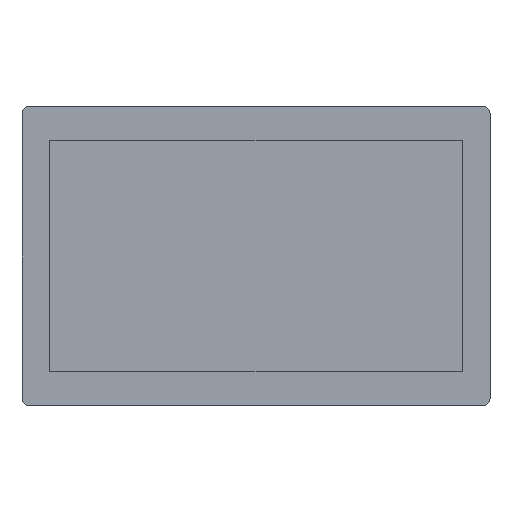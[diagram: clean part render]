
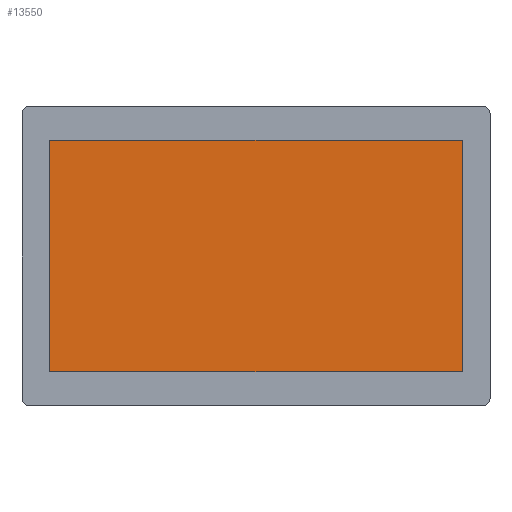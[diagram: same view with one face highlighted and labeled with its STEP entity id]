
A CAD part, top view. The second image highlights one B-rep face of the part: STEP entity #13550.
In plain terms, the highlighted planar face has unit normal (0, 0, 1).
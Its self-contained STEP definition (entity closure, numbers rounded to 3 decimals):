
#4055=DIRECTION('',(0.,-1.,0.));
#4056=VECTOR('',#4055,192.59);
#4057=CARTESIAN_POINT('',(169.38,103.74,2.75));
#4058=LINE('',#4057,#4056);
#4059=DIRECTION('',(-1.,0.,0.));
#4060=VECTOR('',#4059,343.16);
#4061=CARTESIAN_POINT('',(169.38,-88.85,2.75));
#4062=LINE('',#4061,#4060);
#4063=DIRECTION('',(0.,1.,0.));
#4064=VECTOR('',#4063,192.59);
#4065=CARTESIAN_POINT('',(-173.78,-88.85,2.75));
#4066=LINE('',#4065,#4064);
#4067=DIRECTION('',(1.,0.,0.));
#4068=VECTOR('',#4067,343.16);
#4069=CARTESIAN_POINT('',(-173.78,103.74,2.75));
#4070=LINE('',#4069,#4068);
#4497=CARTESIAN_POINT('',(169.38,-88.85,2.75));
#4498=VERTEX_POINT('',#4497);
#4499=CARTESIAN_POINT('',(169.38,103.74,2.75));
#4500=VERTEX_POINT('',#4499);
#4501=CARTESIAN_POINT('',(-173.78,-88.85,2.75));
#4502=VERTEX_POINT('',#4501);
#4503=CARTESIAN_POINT('',(-173.78,103.74,2.75));
#4504=VERTEX_POINT('',#4503);
#13539=CARTESIAN_POINT('',(178.73,-96.785,2.75));
#13540=DIRECTION('',(0.,0.,1.));
#13541=DIRECTION('',(-1.,0.,0.));
#13542=AXIS2_PLACEMENT_3D('',#13539,#13540,#13541);
#13543=PLANE('',#13542);
#13544=ORIENTED_EDGE('',*,*,#13463,.T.);
#13545=ORIENTED_EDGE('',*,*,#13485,.T.);
#13546=ORIENTED_EDGE('',*,*,#13506,.T.);
#13547=ORIENTED_EDGE('',*,*,#13526,.T.);
#13548=EDGE_LOOP('',(#13544,#13545,#13546,#13547));
#13549=FACE_OUTER_BOUND('',#13548,.F.);
#13463=EDGE_CURVE('',#4500,#4498,#4058,.T.);
#13485=EDGE_CURVE('',#4498,#4502,#4062,.T.);
#13506=EDGE_CURVE('',#4502,#4504,#4066,.T.);
#13526=EDGE_CURVE('',#4504,#4500,#4070,.T.);
#13550=ADVANCED_FACE('',(#13549),#13543,.T.);
